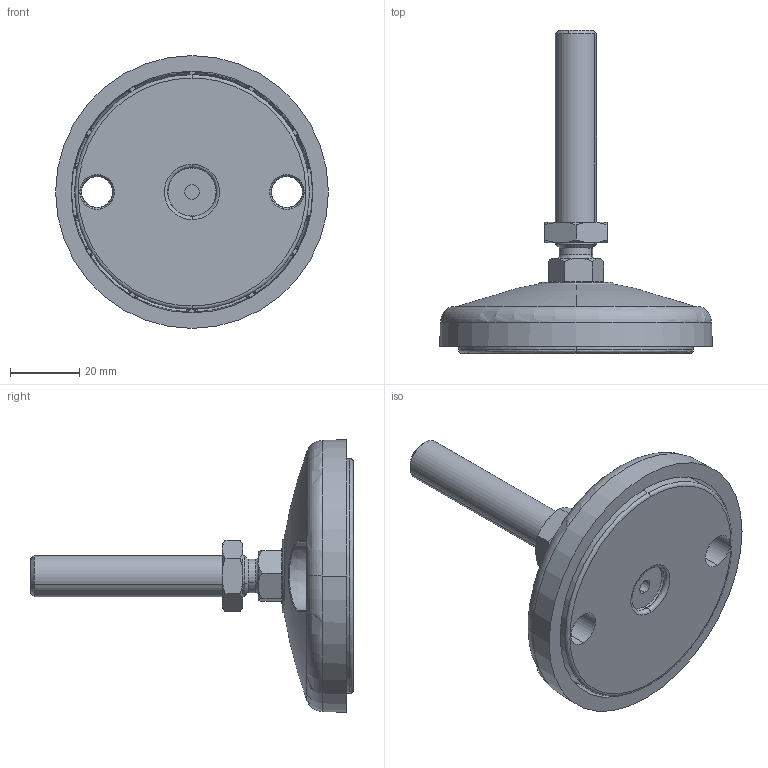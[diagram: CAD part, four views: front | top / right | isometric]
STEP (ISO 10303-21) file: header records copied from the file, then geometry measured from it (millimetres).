
FILE_DESCRIPTION (( 'STEP AP203' ), '1' );
FILE_NAME ('A60.12.60.04 Bolt down swivel feet 80 - M12 x 66.STEP', '2018-09-28T13:29:12', ( '' ), ( '' ), 'SwSTEP 2.0', 'SolidWorks 2015', '' );
FILE_SCHEMA (( 'CONFIG_CONTROL_DESIGN' ));
Length unit declared in the file: inch
Products named in the file (2): A60.12.60.04 Bolt down swivel feet 80 - M12 x 66
Bounding box: 79 x 93.5 x 79 mm (x, y, z)
Volume: 66141.5 mm3; surface area: 35242 mm2
Topology: 5 solids, 5 shells, 1410 faces, 3321 edges, 1893 vertices
Faces by surface type: bspline 796, torus 201, cone 160, cylinder 120, plane 118, sphere 15
Entity records: 59877 total; most frequent: CARTESIAN_POINT 33545, ORIENTED_EDGE 6548, DIRECTION 4104, EDGE_CURVE 3274, VERTEX_POINT 1887, AXIS2_PLACEMENT_3D 1835, B_SPLINE_CURVE_WITH_KNOTS 1534, EDGE_LOOP 1437
